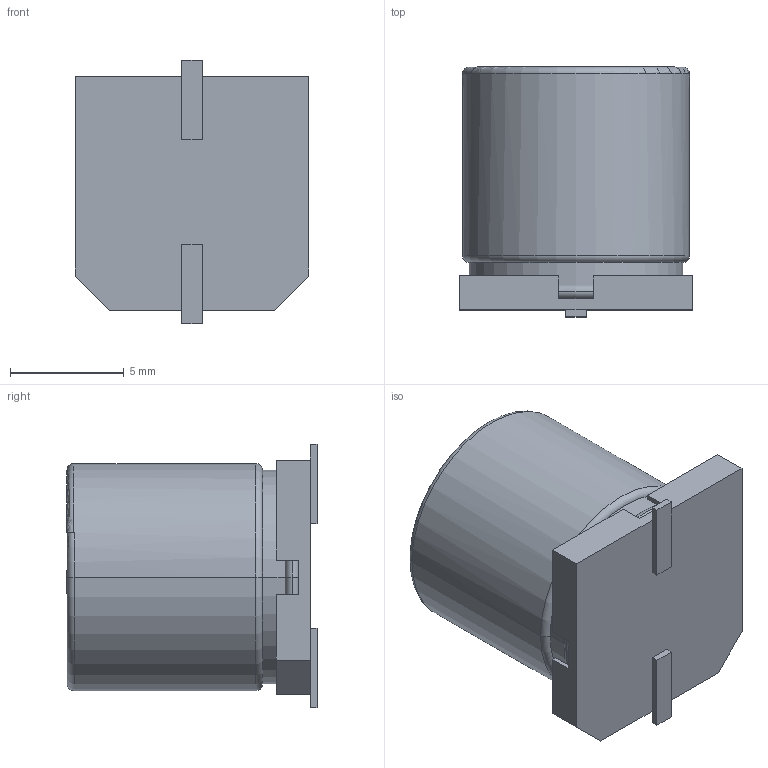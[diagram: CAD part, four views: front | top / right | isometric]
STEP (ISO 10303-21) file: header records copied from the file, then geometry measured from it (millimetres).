
FILE_DESCRIPTION (( 'STEP AP214' ), '1' );
FILE_NAME ('SMD cap code size G.STEP', '2020-06-03T13:48:20', ( '' ), ( '' ), 'SwSTEP 2.0', 'SolidWorks 2016', '' );
FILE_SCHEMA (( 'AUTOMOTIVE_DESIGN' ));
Length unit declared in the file: millimetre
Products named in the file (3): SMD capasitor body; SMD capasitor base; SMD cap code size G
Assembly tree (2 placements, depth 2):
  SMD cap code size G
    SMD capasitor base
    SMD capasitor body
Bounding box: 10.3 x 11.01 x 11.6 mm (x, y, z)
Volume: 864.7 mm3; surface area: 764.5 mm2
Topology: 2 solids, 2 shells, 136 faces, 358 edges, 234 vertices
Faces by surface type: plane 98, bspline 20, torus 10, cylinder 8
Entity records: 6241 total; most frequent: CARTESIAN_POINT 1853, ORIENTED_EDGE 716, DIRECTION 591, EDGE_CURVE 358, VECTOR 279, LINE 279, VERTEX_POINT 234, AXIS2_PLACEMENT_3D 156
